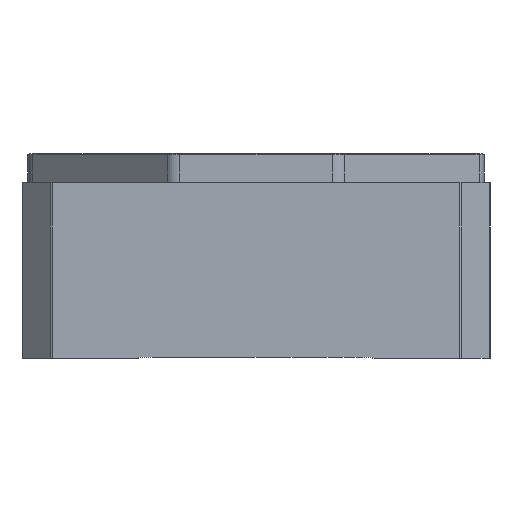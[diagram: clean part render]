
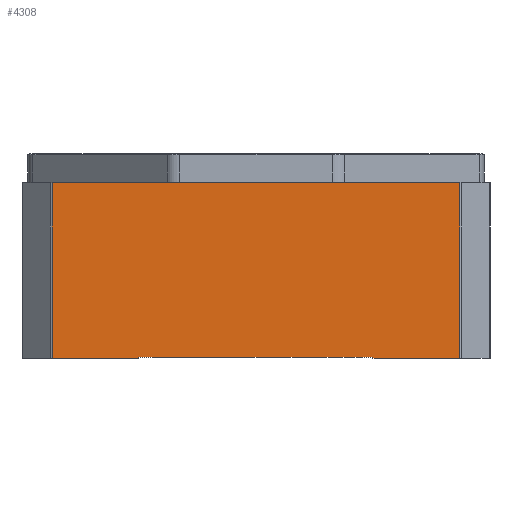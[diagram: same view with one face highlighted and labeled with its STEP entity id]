
A CAD part, front view. The second image highlights one B-rep face of the part: STEP entity #4308.
In plain terms, the highlighted planar face has unit normal (0, -1, 0).
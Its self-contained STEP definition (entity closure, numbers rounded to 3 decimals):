
#31 = LINE ( 'NONE', #4421, #4359 ) ;
#127 = ORIENTED_EDGE ( 'NONE', *, *, #4406, .F. ) ;
#145 = CARTESIAN_POINT ( 'NONE',  ( -20., -40., 34. ) ) ;
#224 = FACE_OUTER_BOUND ( 'NONE', #4367, .T. ) ;
#244 = LINE ( 'NONE', #3144, #2150 ) ;
#287 = ORIENTED_EDGE ( 'NONE', *, *, #2868, .T. ) ;
#344 = LINE ( 'NONE', #3361, #1273 ) ;
#407 = ORIENTED_EDGE ( 'NONE', *, *, #2473, .T. ) ;
#416 = ORIENTED_EDGE ( 'NONE', *, *, #655, .T. ) ;
#482 = VERTEX_POINT ( 'NONE', #3845 ) ;
#561 = LINE ( 'NONE', #729, #3303 ) ;
#594 = VERTEX_POINT ( 'NONE', #3702 ) ;
#655 = EDGE_CURVE ( 'NONE', #594, #672, #31, .T. ) ;
#672 = VERTEX_POINT ( 'NONE', #4101 ) ;
#729 = CARTESIAN_POINT ( 'NONE',  ( -40., -40., 0. ) ) ;
#746 = VECTOR ( 'NONE', #2038, 1000. ) ;
#751 = DIRECTION ( 'NONE',  ( 0., 0., 1. ) ) ;
#759 = CARTESIAN_POINT ( 'NONE',  ( 20., -40., 34. ) ) ;
#825 = DIRECTION ( 'NONE',  ( 0., 0., -1. ) ) ;
#851 = ORIENTED_EDGE ( 'NONE', *, *, #2881, .T. ) ;
#1237 = LINE ( 'NONE', #3825, #2011 ) ;
#1268 = EDGE_CURVE ( 'NONE', #672, #3933, #1237, .T. ) ;
#1273 = VECTOR ( 'NONE', #825, 1000. ) ;
#1350 = ORIENTED_EDGE ( 'NONE', *, *, #1268, .T. ) ;
#1525 = AXIS2_PLACEMENT_3D ( 'NONE', #3527, #2283, #751 ) ;
#1573 = EDGE_CURVE ( 'NONE', #2389, #4151, #3468, .T. ) ;
#1615 = CARTESIAN_POINT ( 'NONE',  ( 20., -40., 0.2 ) ) ;
#1802 = VERTEX_POINT ( 'NONE', #1615 ) ;
#1925 = LINE ( 'NONE', #2717, #2722 ) ;
#2011 = VECTOR ( 'NONE', #3475, 1000. ) ;
#2038 = DIRECTION ( 'NONE',  ( 0., 0., 1. ) ) ;
#2085 = DIRECTION ( 'NONE',  ( 1., 0., 0. ) ) ;
#2150 = VECTOR ( 'NONE', #3453, 1000. ) ;
#2269 = ORIENTED_EDGE ( 'NONE', *, *, #2802, .T. ) ;
#2283 = DIRECTION ( 'NONE',  ( 0., 1., 0. ) ) ;
#2389 = VERTEX_POINT ( 'NONE', #3889 ) ;
#2473 = EDGE_CURVE ( 'NONE', #3933, #482, #344, .T. ) ;
#2590 = DIRECTION ( 'NONE',  ( -1., 0., 0. ) ) ;
#2657 = CARTESIAN_POINT ( 'NONE',  ( -20., -40., 0.2 ) ) ;
#2717 = CARTESIAN_POINT ( 'NONE',  ( -40., -40., 0.2 ) ) ;
#2722 = VECTOR ( 'NONE', #2590, 1000. ) ;
#2802 = EDGE_CURVE ( 'NONE', #3979, #594, #561, .T. ) ;
#2868 = EDGE_CURVE ( 'NONE', #482, #2389, #244, .T. ) ;
#2881 = EDGE_CURVE ( 'NONE', #1802, #3979, #3071, .T. ) ;
#3071 = LINE ( 'NONE', #759, #3767 ) ;
#3144 = CARTESIAN_POINT ( 'NONE',  ( -40., -40., 0. ) ) ;
#3245 = CARTESIAN_POINT ( 'NONE',  ( 20., -40., 0. ) ) ;
#3303 = VECTOR ( 'NONE', #2085, 1000. ) ;
#3306 = DIRECTION ( 'NONE',  ( 0., 0., 1. ) ) ;
#3360 = ORIENTED_EDGE ( 'NONE', *, *, #1573, .T. ) ;
#3361 = CARTESIAN_POINT ( 'NONE',  ( -34.8, -40., 0. ) ) ;
#3453 = DIRECTION ( 'NONE',  ( 1., 0., 0. ) ) ;
#3468 = LINE ( 'NONE', #145, #746 ) ;
#3475 = DIRECTION ( 'NONE',  ( -1., 0., 0. ) ) ;
#3493 = CARTESIAN_POINT ( 'NONE',  ( -34.8, -40., 30. ) ) ;
#3527 = CARTESIAN_POINT ( 'NONE',  ( -40., -40., 34. ) ) ;
#3702 = CARTESIAN_POINT ( 'NONE',  ( 34.8, -40., 0. ) ) ;
#3767 = VECTOR ( 'NONE', #4152, 1000. ) ;
#3825 = CARTESIAN_POINT ( 'NONE',  ( -40., -40., 30. ) ) ;
#3845 = CARTESIAN_POINT ( 'NONE',  ( -34.8, -40., 0. ) ) ;
#3889 = CARTESIAN_POINT ( 'NONE',  ( -20., -40., 0. ) ) ;
#3933 = VERTEX_POINT ( 'NONE', #3493 ) ;
#3979 = VERTEX_POINT ( 'NONE', #3245 ) ;
#4101 = CARTESIAN_POINT ( 'NONE',  ( 34.8, -40., 30. ) ) ;
#4151 = VERTEX_POINT ( 'NONE', #2657 ) ;
#4152 = DIRECTION ( 'NONE',  ( 0., 0., -1. ) ) ;
#4308 = ADVANCED_FACE ( 'NONE', ( #224 ), #4365, .F. ) ;
#4359 = VECTOR ( 'NONE', #3306, 1000. ) ;
#4365 = PLANE ( 'NONE',  #1525 ) ;
#4367 = EDGE_LOOP ( 'NONE', ( #1350, #407, #287, #3360, #127, #851, #2269, #416 ) ) ;
#4406 = EDGE_CURVE ( 'NONE', #1802, #4151, #1925, .T. ) ;
#4421 = CARTESIAN_POINT ( 'NONE',  ( 34.8, -40., 34. ) ) ;
